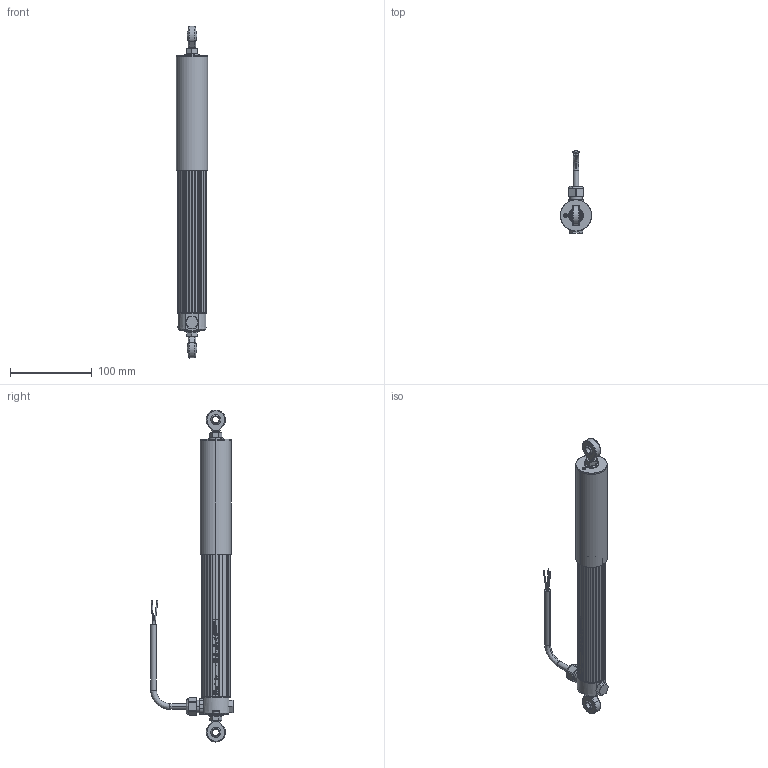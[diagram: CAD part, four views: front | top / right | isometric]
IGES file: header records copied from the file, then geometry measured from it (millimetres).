
Start section: SolidWorks IGES file using analytic representation for surfaces
Global section: file name: LWX_0100-004-201_extended.IGS; native system: SolidWorks 2013; preprocessor: SolidWorks 2013; author: thiel; date: 140708.085626; units: millimetre
Bounding box: 38.1 x 100.7 x 404.91 mm (x, y, z)
Surface area: 75335 mm2 (no closed solid volume)
Topology: 0 solids, 0 shells, 478 faces, 10416 edges, 10416 vertices
Faces by surface type: revolution 241, bspline 237
